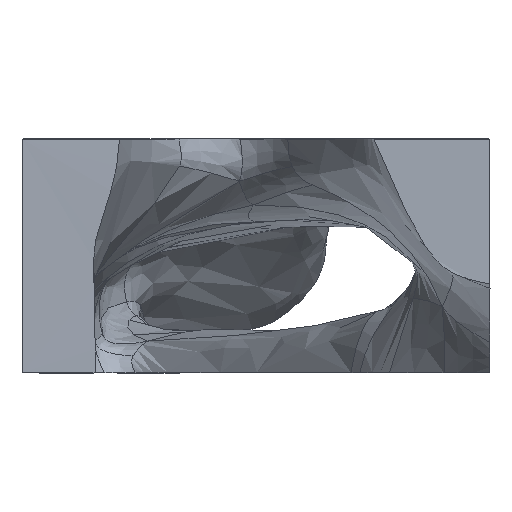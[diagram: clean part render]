
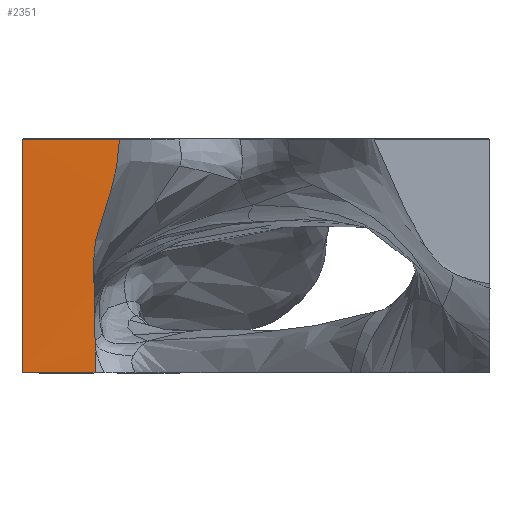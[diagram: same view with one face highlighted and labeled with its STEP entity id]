
A CAD part, left-side view. The second image highlights one B-rep face of the part: STEP entity #2351.
In plain terms, the highlighted planar face has unit normal (1, 0, 0).
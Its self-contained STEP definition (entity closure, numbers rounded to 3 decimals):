
#2155 = CARTESIAN_POINT('', (0.,15.837,10.));
#2156 = VERTEX_POINT('', #2155);
#2189 = CARTESIAN_POINT('', (0.,20.,10.));
#2190 = VERTEX_POINT('', #2189);
#2198 = CARTESIAN_POINT('', (0.009,15.845,10.009));
#2199 = CARTESIAN_POINT('', (-0.01,17.23,9.99));
#2200 = CARTESIAN_POINT('', (0.005,18.615,10.005));
#2201 = CARTESIAN_POINT('', (0.,20.,10.));
#2202 = (BOUNDED_CURVE() B_SPLINE_CURVE(3,(#2198,#2199,#2200,#2201),.UNSPECIFIED.,.F.,.F.) B_SPLINE_CURVE_WITH_KNOTS((4,4),(0.,1.),.UNSPECIFIED.) CURVE() GEOMETRIC_REPRESENTATION_ITEM() RATIONAL_B_SPLINE_CURVE((1.,1.,1.,1.)) REPRESENTATION_ITEM(''));
#2203 = EDGE_CURVE('', #2156, #2190, #2202, .T.);
#2306 = CARTESIAN_POINT('', (0.,18.287,5.28));
#2307 = DIRECTION('', (-1.,0.,0.));
#2308 = DIRECTION('', (0.,-1.,0.));
#2309 = AXIS2_PLACEMENT_3D('', #2306, #2307, #2308);
#2310 = PLANE('', #2309);
#2311 = CARTESIAN_POINT('', (0.001,16.873,1.02));
#2312 = VERTEX_POINT('', #2311);
#2313 = CARTESIAN_POINT('', (0.009,15.845,10.009));
#2314 = CARTESIAN_POINT('', (-0.025,15.866,8.13));
#2315 = CARTESIAN_POINT('', (-0.016,16.581,6.93));
#2316 = CARTESIAN_POINT('', (0.004,16.832,5.79));
#2317 = CARTESIAN_POINT('', (0.024,17.083,4.649));
#2318 = CARTESIAN_POINT('', (0.012,16.815,2.953));
#2319 = CARTESIAN_POINT('', (0.001,16.873,1.02));
#2320 = (BOUNDED_CURVE() B_SPLINE_CURVE(3,(#2313,#2314,#2315,#2316,#2317,#2318,#2319),.UNSPECIFIED.,.F.,.F.) B_SPLINE_CURVE_WITH_KNOTS((4,3,4),(0.,0.5,1.),.UNSPECIFIED.) CURVE() GEOMETRIC_REPRESENTATION_ITEM() RATIONAL_B_SPLINE_CURVE((1.,1.,1.,1.,1.,1.,1.)) REPRESENTATION_ITEM(''));
#2321 = EDGE_CURVE('', #2156, #2312, #2320, .T.);
#2322 = ORIENTED_EDGE('', *,*, #2321, .T.);
#2323 = ORIENTED_EDGE('', *,*, #2203, .F.);
#2324 = CARTESIAN_POINT('', (0.,20.,0.));
#2325 = VERTEX_POINT('', #2324);
#2326 = CARTESIAN_POINT('', (0.,20.,0.));
#2327 = CARTESIAN_POINT('', (0.,20.,3.333));
#2328 = CARTESIAN_POINT('', (0.,20.,6.667));
#2329 = CARTESIAN_POINT('', (0.,20.,10.));
#2330 = (BOUNDED_CURVE() B_SPLINE_CURVE(3,(#2326,#2327,#2328,#2329),.UNSPECIFIED.,.F.,.F.) B_SPLINE_CURVE_WITH_KNOTS((4,4),(0.,1.),.UNSPECIFIED.) CURVE() GEOMETRIC_REPRESENTATION_ITEM() RATIONAL_B_SPLINE_CURVE((1.,1.,1.,1.)) REPRESENTATION_ITEM(''));
#2331 = EDGE_CURVE('', #2325, #2190, #2330, .T.);
#2332 = ORIENTED_EDGE('', *,*, #2331, .T.);
#2333 = CARTESIAN_POINT('', (0.,16.881,0.));
#2334 = VERTEX_POINT('', #2333);
#2335 = CARTESIAN_POINT('', (0.001,16.881,-0.001));
#2336 = CARTESIAN_POINT('', (-0.001,17.921,0.001));
#2337 = CARTESIAN_POINT('', (0.,18.96,0.));
#2338 = CARTESIAN_POINT('', (0.,20.,0.));
#2339 = (BOUNDED_CURVE() B_SPLINE_CURVE(3,(#2335,#2336,#2337,#2338),.UNSPECIFIED.,.F.,.F.) B_SPLINE_CURVE_WITH_KNOTS((4,4),(0.,1.),.UNSPECIFIED.) CURVE() GEOMETRIC_REPRESENTATION_ITEM() RATIONAL_B_SPLINE_CURVE((1.,1.,1.,1.)) REPRESENTATION_ITEM(''));
#2340 = EDGE_CURVE('', #2334, #2325, #2339, .T.);
#2341 = ORIENTED_EDGE('', *,*, #2340, .T.);
#2342 = CARTESIAN_POINT('', (0.001,16.873,1.02));
#2343 = CARTESIAN_POINT('', (-0.001,16.883,0.683));
#2344 = CARTESIAN_POINT('', (0.,16.872,0.342));
#2345 = CARTESIAN_POINT('', (0.001,16.881,-0.001));
#2346 = (BOUNDED_CURVE() B_SPLINE_CURVE(3,(#2342,#2343,#2344,#2345),.UNSPECIFIED.,.F.,.F.) B_SPLINE_CURVE_WITH_KNOTS((4,4),(0.,1.),.UNSPECIFIED.) CURVE() GEOMETRIC_REPRESENTATION_ITEM() RATIONAL_B_SPLINE_CURVE((1.,1.,1.,1.)) REPRESENTATION_ITEM(''));
#2347 = EDGE_CURVE('', #2312, #2334, #2346, .T.);
#2348 = ORIENTED_EDGE('', *,*, #2347, .T.);
#2349 = EDGE_LOOP('', (#2322,#2323,#2332,#2341,#2348));
#2350 = FACE_OUTER_BOUND('', #2349, .T.);
#2351 = ADVANCED_FACE('', (#2350), #2310, .F.);
